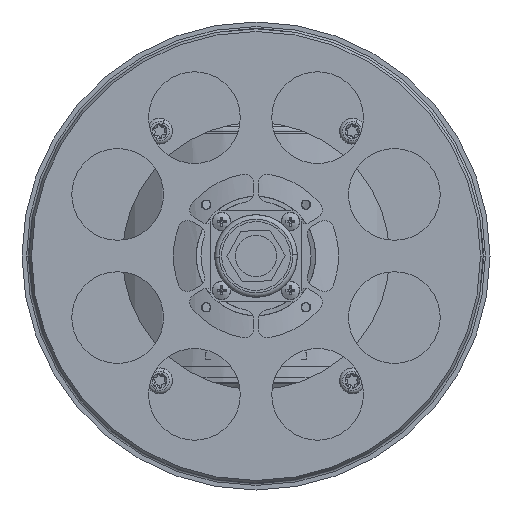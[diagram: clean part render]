
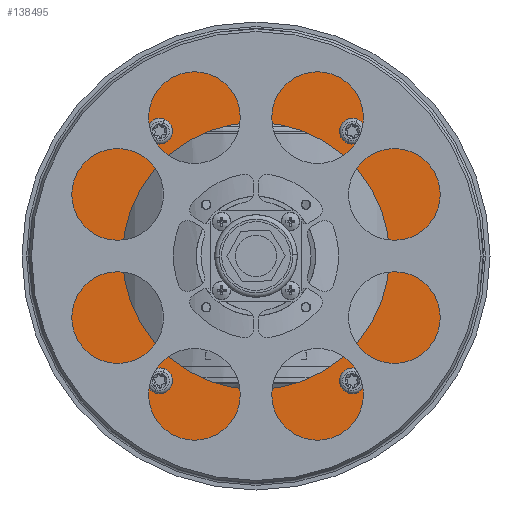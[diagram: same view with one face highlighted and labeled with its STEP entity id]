
A CAD part, left-side view. The second image highlights one B-rep face of the part: STEP entity #138495.
In plain terms, the highlighted planar face has unit normal (-1, 0, 0).
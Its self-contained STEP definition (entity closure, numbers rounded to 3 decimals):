
#1692 = AXIS2_PLACEMENT_3D ( 'NONE', #81206, #156923, #92554 ) ;
#1734 = CARTESIAN_POINT ( 'NONE',  ( 13.8, 22.7, 27.2 ) ) ;
#2896 = DIRECTION ( 'NONE',  ( -1., 0., 0. ) ) ;
#3713 = CARTESIAN_POINT ( 'NONE',  ( 13.8, 29.1, 0. ) ) ;
#3715 = DIRECTION ( 'NONE',  ( -1., 0., 0. ) ) ;
#3944 = VERTEX_POINT ( 'NONE', #114385 ) ;
#4172 = CARTESIAN_POINT ( 'NONE',  ( 13.8, -19.3, -27.2 ) ) ;
#6400 = CIRCLE ( 'NONE', #132544, 29.1 ) ;
#9426 = VERTEX_POINT ( 'NONE', #28657 ) ;
#9649 = EDGE_CURVE ( 'NONE', #53791, #9426, #27854, .T. ) ;
#11438 = VERTEX_POINT ( 'NONE', #3713 ) ;
#11475 = AXIS2_PLACEMENT_3D ( 'NONE', #38246, #101547, #126977 ) ;
#15383 = CARTESIAN_POINT ( 'NONE',  ( 13.8, 21., 27.2 ) ) ;
#16503 = CIRCLE ( 'NONE', #134293, 29.1 ) ;
#17100 = VERTEX_POINT ( 'NONE', #141963 ) ;
#17259 = CARTESIAN_POINT ( 'NONE',  ( 13.8, 21., -27.2 ) ) ;
#19146 = CIRCLE ( 'NONE', #87041, 1.7 ) ;
#19361 = DIRECTION ( 'NONE',  ( 0., 1., 0. ) ) ;
#19687 = ORIENTED_EDGE ( 'NONE', *, *, #139193, .F. ) ;
#21095 = EDGE_CURVE ( 'NONE', #58648, #56774, #100450, .T. ) ;
#26208 = EDGE_LOOP ( 'NONE', ( #118353, #62408 ) ) ;
#27854 = CIRCLE ( 'NONE', #85046, 1.7 ) ;
#28011 = ORIENTED_EDGE ( 'NONE', *, *, #76961, .T. ) ;
#28486 = ORIENTED_EDGE ( 'NONE', *, *, #21095, .T. ) ;
#28657 = CARTESIAN_POINT ( 'NONE',  ( 13.8, 19.3, -27.2 ) ) ;
#31368 = CARTESIAN_POINT ( 'NONE',  ( 13.8, 21., -27.2 ) ) ;
#37775 = DIRECTION ( 'NONE',  ( -1., 0., 0. ) ) ;
#38246 = CARTESIAN_POINT ( 'NONE',  ( 13.8, -21., 27.2 ) ) ;
#42090 = CARTESIAN_POINT ( 'NONE',  ( 13.8, -21., -27.2 ) ) ;
#42581 = DIRECTION ( 'NONE',  ( 0., 1., 0. ) ) ;
#43060 = EDGE_CURVE ( 'NONE', #3944, #98124, #61268, .T. ) ;
#43798 = DIRECTION ( 'NONE',  ( 0., -1., 0. ) ) ;
#45850 = ORIENTED_EDGE ( 'NONE', *, *, #70901, .F. ) ;
#46058 = AXIS2_PLACEMENT_3D ( 'NONE', #107725, #55168, #82187 ) ;
#48550 = DIRECTION ( 'NONE',  ( -1., 0., 0. ) ) ;
#49044 = EDGE_CURVE ( 'NONE', #93225, #11438, #16503, .T. ) ;
#53192 = DIRECTION ( 'NONE',  ( 0., 0., -1. ) ) ;
#53791 = VERTEX_POINT ( 'NONE', #114558 ) ;
#54636 = DIRECTION ( 'NONE',  ( -1., 0., 0. ) ) ;
#55168 = DIRECTION ( 'NONE',  ( -1., 0., 0. ) ) ;
#56774 = VERTEX_POINT ( 'NONE', #166318 ) ;
#57076 = CIRCLE ( 'NONE', #126776, 1.7 ) ;
#57183 = CARTESIAN_POINT ( 'NONE',  ( 13.8, -22.7, -27.2 ) ) ;
#58110 = CIRCLE ( 'NONE', #118663, 1.7 ) ;
#58648 = VERTEX_POINT ( 'NONE', #119582 ) ;
#59166 = AXIS2_PLACEMENT_3D ( 'NONE', #15383, #104077, #103513 ) ;
#60180 = VERTEX_POINT ( 'NONE', #57183 ) ;
#61268 = CIRCLE ( 'NONE', #126726, 1.7 ) ;
#62408 = ORIENTED_EDGE ( 'NONE', *, *, #94983, .F. ) ;
#69597 = EDGE_LOOP ( 'NONE', ( #142112, #19687 ) ) ;
#70378 = ORIENTED_EDGE ( 'NONE', *, *, #49044, .F. ) ;
#70615 = AXIS2_PLACEMENT_3D ( 'NONE', #106909, #2896, #53192 ) ;
#70901 = EDGE_CURVE ( 'NONE', #11438, #93225, #6400, .T. ) ;
#72807 = CARTESIAN_POINT ( 'NONE',  ( 13.8, -21., 27.2 ) ) ;
#73725 = DIRECTION ( 'NONE',  ( -1., 0., 0. ) ) ;
#75970 = FACE_BOUND ( 'NONE', #69597, .T. ) ;
#76961 = EDGE_CURVE ( 'NONE', #56774, #58648, #137193, .T. ) ;
#78089 = FACE_BOUND ( 'NONE', #26208, .T. ) ;
#79734 = AXIS2_PLACEMENT_3D ( 'NONE', #42090, #3715, #92423 ) ;
#80280 = PLANE ( 'NONE',  #70615 ) ;
#81206 = CARTESIAN_POINT ( 'NONE',  ( 13.8, 0., 0. ) ) ;
#82187 = DIRECTION ( 'NONE',  ( 0., 0., -1. ) ) ;
#83613 = CARTESIAN_POINT ( 'NONE',  ( 13.8, -21., -27.2 ) ) ;
#85046 = AXIS2_PLACEMENT_3D ( 'NONE', #31368, #119572, #147668 ) ;
#87041 = AXIS2_PLACEMENT_3D ( 'NONE', #83613, #110245, #19361 ) ;
#89747 = CARTESIAN_POINT ( 'NONE',  ( 13.8, 0., 0. ) ) ;
#92423 = DIRECTION ( 'NONE',  ( 0., 1., 0. ) ) ;
#92554 = DIRECTION ( 'NONE',  ( 0., 0., -1. ) ) ;
#93225 = VERTEX_POINT ( 'NONE', #136228 ) ;
#94983 = EDGE_CURVE ( 'NONE', #9426, #53791, #58110, .T. ) ;
#95077 = VERTEX_POINT ( 'NONE', #4172 ) ;
#95866 = EDGE_CURVE ( 'NONE', #98124, #3944, #150806, .T. ) ;
#98124 = VERTEX_POINT ( 'NONE', #1734 ) ;
#98634 = ORIENTED_EDGE ( 'NONE', *, *, #122828, .F. ) ;
#98843 = DIRECTION ( 'NONE',  ( 0., 1., 0. ) ) ;
#100450 = CIRCLE ( 'NONE', #1692, 46.5 ) ;
#101547 = DIRECTION ( 'NONE',  ( -1., 0., 0. ) ) ;
#103513 = DIRECTION ( 'NONE',  ( 0., 1., 0. ) ) ;
#103823 = CARTESIAN_POINT ( 'NONE',  ( 13.8, 0., 0. ) ) ;
#104077 = DIRECTION ( 'NONE',  ( -1., 0., 0. ) ) ;
#106281 = CIRCLE ( 'NONE', #11475, 1.7 ) ;
#106909 = CARTESIAN_POINT ( 'NONE',  ( 13.8, 0., -24.5 ) ) ;
#107725 = CARTESIAN_POINT ( 'NONE',  ( 13.8, 0., 0. ) ) ;
#109251 = CARTESIAN_POINT ( 'NONE',  ( 13.8, -22.7, 27.2 ) ) ;
#110245 = DIRECTION ( 'NONE',  ( -1., 0., 0. ) ) ;
#110422 = FACE_BOUND ( 'NONE', #151738, .T. ) ;
#111942 = EDGE_CURVE ( 'NONE', #95077, #60180, #119788, .T. ) ;
#113845 = ORIENTED_EDGE ( 'NONE', *, *, #95866, .F. ) ;
#114385 = CARTESIAN_POINT ( 'NONE',  ( 13.8, 19.3, 27.2 ) ) ;
#114558 = CARTESIAN_POINT ( 'NONE',  ( 13.8, 22.7, -27.2 ) ) ;
#115822 = DIRECTION ( 'NONE',  ( 0., -1., 0. ) ) ;
#118353 = ORIENTED_EDGE ( 'NONE', *, *, #9649, .F. ) ;
#118663 = AXIS2_PLACEMENT_3D ( 'NONE', #17259, #120036, #42581 ) ;
#119572 = DIRECTION ( 'NONE',  ( -1., 0., 0. ) ) ;
#119582 = CARTESIAN_POINT ( 'NONE',  ( 13.8, 0., -46.5 ) ) ;
#119788 = CIRCLE ( 'NONE', #79734, 1.7 ) ;
#120036 = DIRECTION ( 'NONE',  ( -1., 0., 0. ) ) ;
#122828 = EDGE_CURVE ( 'NONE', #17100, #134352, #106281, .T. ) ;
#124634 = FACE_BOUND ( 'NONE', #134039, .T. ) ;
#126726 = AXIS2_PLACEMENT_3D ( 'NONE', #140389, #73725, #164154 ) ;
#126776 = AXIS2_PLACEMENT_3D ( 'NONE', #72807, #48550, #98843 ) ;
#126977 = DIRECTION ( 'NONE',  ( 0., 1., 0. ) ) ;
#132544 = AXIS2_PLACEMENT_3D ( 'NONE', #103823, #54636, #43798 ) ;
#132644 = EDGE_CURVE ( 'NONE', #134352, #17100, #57076, .T. ) ;
#134039 = EDGE_LOOP ( 'NONE', ( #113845, #149708 ) ) ;
#134293 = AXIS2_PLACEMENT_3D ( 'NONE', #89747, #37775, #115822 ) ;
#134352 = VERTEX_POINT ( 'NONE', #109251 ) ;
#136228 = CARTESIAN_POINT ( 'NONE',  ( 13.8, -29.1, 0. ) ) ;
#137193 = CIRCLE ( 'NONE', #46058, 46.5 ) ;
#138495 = ADVANCED_FACE ( 'NONE', ( #154858, #110422, #124634, #78089, #75970, #150814 ), #80280, .T. ) ;
#139193 = EDGE_CURVE ( 'NONE', #60180, #95077, #19146, .T. ) ;
#140389 = CARTESIAN_POINT ( 'NONE',  ( 13.8, 21., 27.2 ) ) ;
#141963 = CARTESIAN_POINT ( 'NONE',  ( 13.8, -19.3, 27.2 ) ) ;
#142112 = ORIENTED_EDGE ( 'NONE', *, *, #111942, .F. ) ;
#147668 = DIRECTION ( 'NONE',  ( 0., 1., 0. ) ) ;
#149708 = ORIENTED_EDGE ( 'NONE', *, *, #43060, .F. ) ;
#150806 = CIRCLE ( 'NONE', #59166, 1.7 ) ;
#150814 = FACE_OUTER_BOUND ( 'NONE', #160018, .T. ) ;
#151738 = EDGE_LOOP ( 'NONE', ( #98634, #165375 ) ) ;
#154858 = FACE_BOUND ( 'NONE', #155154, .T. ) ;
#155154 = EDGE_LOOP ( 'NONE', ( #45850, #70378 ) ) ;
#156923 = DIRECTION ( 'NONE',  ( -1., 0., 0. ) ) ;
#160018 = EDGE_LOOP ( 'NONE', ( #28486, #28011 ) ) ;
#164154 = DIRECTION ( 'NONE',  ( 0., 1., 0. ) ) ;
#165375 = ORIENTED_EDGE ( 'NONE', *, *, #132644, .F. ) ;
#166318 = CARTESIAN_POINT ( 'NONE',  ( 13.8, 0., 46.5 ) ) ;
